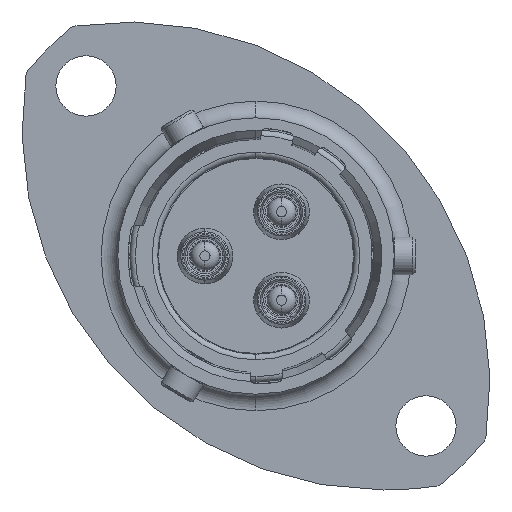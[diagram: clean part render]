
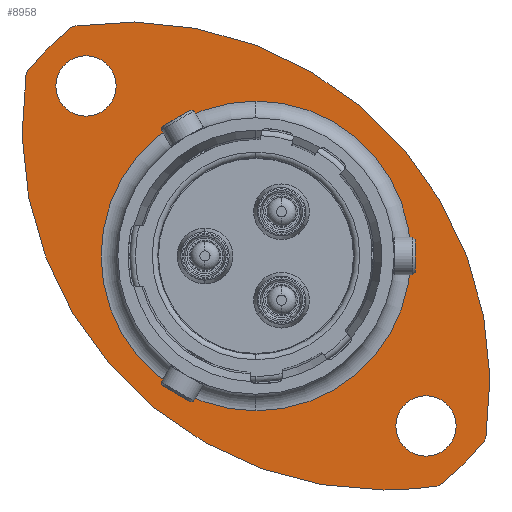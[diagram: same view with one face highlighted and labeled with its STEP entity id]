
A CAD part, left-side view. The second image highlights one B-rep face of the part: STEP entity #8958.
In plain terms, the highlighted planar face has unit normal (-1, 0, 0).
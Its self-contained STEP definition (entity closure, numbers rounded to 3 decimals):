
#220 = DIRECTION ( 'NONE',  ( 0., 0., -1. ) ) ;
#397 = CARTESIAN_POINT ( 'NONE',  ( 10.945, 6.093, -9.827 ) ) ;
#629 = CARTESIAN_POINT ( 'NONE',  ( 10.945, -0.801, -14.088 ) ) ;
#672 = CARTESIAN_POINT ( 'NONE',  ( 10.945, -0.801, 5.412 ) ) ;
#813 = CIRCLE ( 'NONE', #15677, 19.5 ) ;
#1113 = DIRECTION ( 'NONE',  ( 0., 0., -1. ) ) ;
#1136 = AXIS2_PLACEMENT_3D ( 'NONE', #2629, #13850, #4247 ) ;
#1328 = AXIS2_PLACEMENT_3D ( 'NONE', #19565, #9887, #220 ) ;
#1864 = ORIENTED_EDGE ( 'NONE', *, *, #18806, .T. ) ;
#1996 = CARTESIAN_POINT ( 'NONE',  ( 10.945, 15.25, 7.675 ) ) ;
#2323 = DIRECTION ( 'NONE',  ( 0., 0., -1. ) ) ;
#2405 = DIRECTION ( 'NONE',  ( -1., 0., 0. ) ) ;
#2449 = CIRCLE ( 'NONE', #13819, 15.825 ) ;
#2610 = VERTEX_POINT ( 'NONE', #13791 ) ;
#2629 = CARTESIAN_POINT ( 'NONE',  ( 10.945, -3.064, -10.639 ) ) ;
#2726 = VERTEX_POINT ( 'NONE', #12354 ) ;
#2804 = EDGE_CURVE ( 'NONE', #2726, #12509, #17759, .T. ) ;
#2861 = AXIS2_PLACEMENT_3D ( 'NONE', #7749, #19016, #9363 ) ;
#2932 = EDGE_CURVE ( 'NONE', #3732, #18101, #12162, .T. ) ;
#3059 = DIRECTION ( 'NONE',  ( 1., 0., 0. ) ) ;
#3630 = DIRECTION ( 'NONE',  ( 0., 0., -1. ) ) ;
#3732 = VERTEX_POINT ( 'NONE', #15317 ) ;
#3802 = FACE_OUTER_BOUND ( 'NONE', #20276, .T. ) ;
#4247 = DIRECTION ( 'NONE',  ( 0., 0., -1. ) ) ;
#4478 = CIRCLE ( 'NONE', #16687, 1.625 ) ;
#5696 = EDGE_CURVE ( 'NONE', #12509, #2726, #4478, .T. ) ;
#5820 = CIRCLE ( 'NONE', #13771, 19.5 ) ;
#6292 = ORIENTED_EDGE ( 'NONE', *, *, #16003, .T. ) ;
#7300 = VERTEX_POINT ( 'NONE', #19343 ) ;
#7426 = VERTEX_POINT ( 'NONE', #15100 ) ;
#7749 = CARTESIAN_POINT ( 'NONE',  ( 10.945, 6.093, -1.482 ) ) ;
#8069 = FACE_BOUND ( 'NONE', #18478, .T. ) ;
#8096 = CARTESIAN_POINT ( 'NONE',  ( 10.945, 12.987, -8.377 ) ) ;
#8215 = PLANE ( 'NONE',  #1328 ) ;
#8222 = DIRECTION ( 'NONE',  ( -1., 0., 0. ) ) ;
#8408 = VERTEX_POINT ( 'NONE', #397 ) ;
#8507 = VERTEX_POINT ( 'NONE', #20132 ) ;
#8670 = ORIENTED_EDGE ( 'NONE', *, *, #18557, .T. ) ;
#8958 = ADVANCED_FACE ( 'NONE', ( #20939, #8069, #12318, #3802 ), #8215, .F. ) ;
#8959 = EDGE_LOOP ( 'NONE', ( #10115, #11635 ) ) ;
#9214 = DIRECTION ( 'NONE',  ( 0., 0., -1. ) ) ;
#9220 = DIRECTION ( 'NONE',  ( -1., 0., 0. ) ) ;
#9234 = CARTESIAN_POINT ( 'NONE',  ( 10.945, -3.064, -10.639 ) ) ;
#9363 = DIRECTION ( 'NONE',  ( 0., 0., 1. ) ) ;
#9725 = DIRECTION ( 'NONE',  ( 0., 0., -1. ) ) ;
#9887 = DIRECTION ( 'NONE',  ( 1., 0., 0. ) ) ;
#10115 = ORIENTED_EDGE ( 'NONE', *, *, #2932, .F. ) ;
#10176 = ORIENTED_EDGE ( 'NONE', *, *, #17159, .T. ) ;
#10333 = AXIS2_PLACEMENT_3D ( 'NONE', #12668, #3059, #14294 ) ;
#10755 = DIRECTION ( 'NONE',  ( 1., 0., 0. ) ) ;
#10772 = CIRCLE ( 'NONE', #2861, 15.825 ) ;
#10794 = DIRECTION ( 'NONE',  ( 0., 0., -1. ) ) ;
#10817 = DIRECTION ( 'NONE',  ( -1., 0., 0. ) ) ;
#10821 = CARTESIAN_POINT ( 'NONE',  ( 10.945, 15.25, 7.675 ) ) ;
#11016 = CIRCLE ( 'NONE', #1136, 1.625 ) ;
#11601 = CIRCLE ( 'NONE', #17324, 8.345 ) ;
#11635 = ORIENTED_EDGE ( 'NONE', *, *, #20037, .F. ) ;
#11836 = ORIENTED_EDGE ( 'NONE', *, *, #5696, .F. ) ;
#11927 = DIRECTION ( 'NONE',  ( -1., 0., 0. ) ) ;
#11983 = EDGE_CURVE ( 'NONE', #8408, #7426, #15650, .T. ) ;
#12000 = CARTESIAN_POINT ( 'NONE',  ( 10.945, -0.801, 5.412 ) ) ;
#12162 = CIRCLE ( 'NONE', #14396, 1.625 ) ;
#12318 = FACE_BOUND ( 'NONE', #8959, .T. ) ;
#12354 = CARTESIAN_POINT ( 'NONE',  ( 10.945, 15.25, 6.05 ) ) ;
#12466 = ORIENTED_EDGE ( 'NONE', *, *, #20860, .T. ) ;
#12509 = VERTEX_POINT ( 'NONE', #20636 ) ;
#12626 = AXIS2_PLACEMENT_3D ( 'NONE', #10821, #10817, #10794 ) ;
#12668 = CARTESIAN_POINT ( 'NONE',  ( 10.945, 6.093, -1.482 ) ) ;
#13232 = DIRECTION ( 'NONE',  ( -1., 0., 0. ) ) ;
#13315 = VERTEX_POINT ( 'NONE', #18616 ) ;
#13625 = DIRECTION ( 'NONE',  ( 0., 0., -1. ) ) ;
#13771 = AXIS2_PLACEMENT_3D ( 'NONE', #672, #11927, #2323 ) ;
#13791 = CARTESIAN_POINT ( 'NONE',  ( 10.945, 15.951, 10.897 ) ) ;
#13819 = AXIS2_PLACEMENT_3D ( 'NONE', #17866, #8222, #19505 ) ;
#13850 = DIRECTION ( 'NONE',  ( -1., 0., 0. ) ) ;
#14087 = EDGE_CURVE ( 'NONE', #2610, #13315, #10772, .T. ) ;
#14154 = ORIENTED_EDGE ( 'NONE', *, *, #14087, .T. ) ;
#14294 = DIRECTION ( 'NONE',  ( 0., 0., -1. ) ) ;
#14303 = CIRCLE ( 'NONE', #16951, 19.5 ) ;
#14396 = AXIS2_PLACEMENT_3D ( 'NONE', #9234, #9220, #9214 ) ;
#15001 = EDGE_LOOP ( 'NONE', ( #15754, #6292 ) ) ;
#15100 = CARTESIAN_POINT ( 'NONE',  ( 10.945, 6.093, 6.863 ) ) ;
#15317 = CARTESIAN_POINT ( 'NONE',  ( 10.945, -3.064, -12.264 ) ) ;
#15650 = CIRCLE ( 'NONE', #10333, 8.345 ) ;
#15677 = AXIS2_PLACEMENT_3D ( 'NONE', #8096, #19376, #9725 ) ;
#15754 = ORIENTED_EDGE ( 'NONE', *, *, #11983, .T. ) ;
#15876 = ORIENTED_EDGE ( 'NONE', *, *, #2804, .F. ) ;
#16003 = EDGE_CURVE ( 'NONE', #7426, #8408, #11601, .T. ) ;
#16592 = VERTEX_POINT ( 'NONE', #629 ) ;
#16687 = AXIS2_PLACEMENT_3D ( 'NONE', #1996, #13232, #3630 ) ;
#16951 = AXIS2_PLACEMENT_3D ( 'NONE', #12000, #2405, #13625 ) ;
#17159 = EDGE_CURVE ( 'NONE', #16592, #8507, #14303, .T. ) ;
#17324 = AXIS2_PLACEMENT_3D ( 'NONE', #20407, #10755, #1113 ) ;
#17759 = CIRCLE ( 'NONE', #12626, 1.625 ) ;
#17866 = CARTESIAN_POINT ( 'NONE',  ( 10.945, 6.093, -1.482 ) ) ;
#18101 = VERTEX_POINT ( 'NONE', #19749 ) ;
#18478 = EDGE_LOOP ( 'NONE', ( #15876, #11836 ) ) ;
#18557 = EDGE_CURVE ( 'NONE', #7300, #2610, #813, .T. ) ;
#18616 = CARTESIAN_POINT ( 'NONE',  ( 10.945, 18.472, 8.376 ) ) ;
#18806 = EDGE_CURVE ( 'NONE', #13315, #16592, #5820, .T. ) ;
#19016 = DIRECTION ( 'NONE',  ( -1., 0., 0. ) ) ;
#19343 = CARTESIAN_POINT ( 'NONE',  ( 10.945, -6.286, -11.341 ) ) ;
#19376 = DIRECTION ( 'NONE',  ( -1., 0., 0. ) ) ;
#19505 = DIRECTION ( 'NONE',  ( 0., 0., 1. ) ) ;
#19565 = CARTESIAN_POINT ( 'NONE',  ( 10.945, 13.538, -1.482 ) ) ;
#19749 = CARTESIAN_POINT ( 'NONE',  ( 10.945, -3.064, -9.014 ) ) ;
#20037 = EDGE_CURVE ( 'NONE', #18101, #3732, #11016, .T. ) ;
#20132 = CARTESIAN_POINT ( 'NONE',  ( 10.945, -3.765, -13.861 ) ) ;
#20276 = EDGE_LOOP ( 'NONE', ( #1864, #10176, #12466, #8670, #14154 ) ) ;
#20407 = CARTESIAN_POINT ( 'NONE',  ( 10.945, 6.093, -1.482 ) ) ;
#20636 = CARTESIAN_POINT ( 'NONE',  ( 10.945, 15.25, 9.3 ) ) ;
#20860 = EDGE_CURVE ( 'NONE', #8507, #7300, #2449, .T. ) ;
#20939 = FACE_BOUND ( 'NONE', #15001, .T. ) ;
